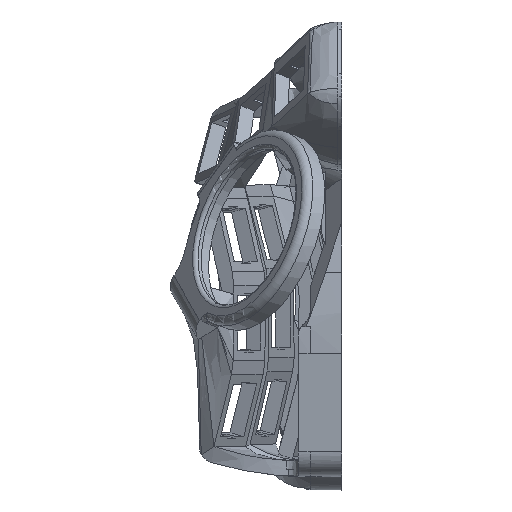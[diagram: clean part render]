
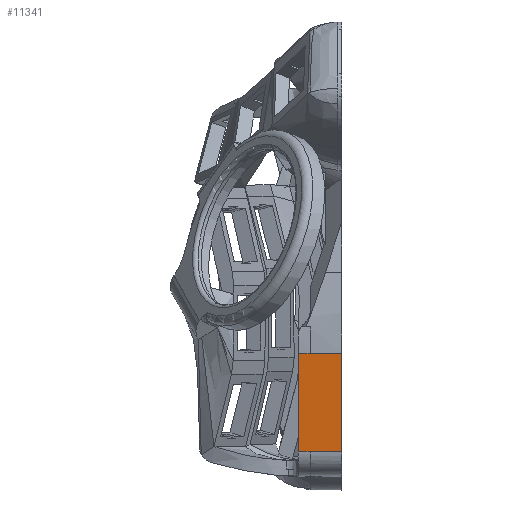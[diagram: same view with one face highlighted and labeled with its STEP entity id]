
A CAD part, left-side view. The second image highlights one B-rep face of the part: STEP entity #11341.
In plain terms, the highlighted planar face has unit normal (-0.993, 0, -0.119).
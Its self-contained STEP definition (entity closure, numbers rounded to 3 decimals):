
#1045=FACE_OUTER_BOUND('',#1654,.T.);
#1654=EDGE_LOOP('',(#8964,#8965,#8966,#8967,#8968,#8969));
#2121=LINE('',#15046,#3354);
#2125=LINE('',#15091,#3358);
#2154=LINE('',#15669,#3387);
#2191=LINE('',#16125,#3424);
#2212=LINE('',#16627,#3445);
#2365=LINE('',#19682,#3598);
#3354=VECTOR('',#12387,10.);
#3358=VECTOR('',#12393,10.);
#3387=VECTOR('',#12448,10.);
#3424=VECTOR('',#12559,10.);
#3445=VECTOR('',#12598,10.);
#3598=VECTOR('',#12895,10.);
#4595=VERTEX_POINT('',#15040);
#4596=VERTEX_POINT('',#15045);
#4603=VERTEX_POINT('',#15077);
#4650=VERTEX_POINT('',#15652);
#4694=VERTEX_POINT('',#16116);
#4695=VERTEX_POINT('',#16124);
#5721=EDGE_CURVE('',#4596,#4595,#2121,.T.);
#5730=EDGE_CURVE('',#4603,#4595,#2125,.T.);
#5799=EDGE_CURVE('',#4650,#4603,#2154,.T.);
#5877=EDGE_CURVE('',#4694,#4695,#2191,.T.);
#5947=EDGE_CURVE('',#4596,#4694,#2212,.T.);
#6252=EDGE_CURVE('',#4650,#4695,#2365,.T.);
#8964=ORIENTED_EDGE('',*,*,#6252,.T.);
#8965=ORIENTED_EDGE('',*,*,#5877,.F.);
#8966=ORIENTED_EDGE('',*,*,#5947,.F.);
#8967=ORIENTED_EDGE('',*,*,#5721,.T.);
#8968=ORIENTED_EDGE('',*,*,#5730,.F.);
#8969=ORIENTED_EDGE('',*,*,#5799,.F.);
#10780=PLANE('',#11873);
#11341=ADVANCED_FACE('',(#1045),#10780,.T.);
#11873=AXIS2_PLACEMENT_3D('',#22806,#13121,#13122);
#12387=DIRECTION('',(0.,1.,0.));
#12393=DIRECTION('',(-0.119,0.,0.993));
#12448=DIRECTION('',(0.,1.,0.));
#12559=DIRECTION('',(0.119,0.,-0.993));
#12598=DIRECTION('',(0.,-1.,0.));
#12895=DIRECTION('',(0.,-1.,0.));
#13121=DIRECTION('center_axis',(-0.993,0.,-0.119));
#13122=DIRECTION('ref_axis',(0.119,0.,-0.993));
#15040=CARTESIAN_POINT('',(-102.789,3.,-35.335));
#15045=CARTESIAN_POINT('',(-102.789,0.,-35.335));
#15046=CARTESIAN_POINT('',(-102.789,0.,-35.335));
#15077=CARTESIAN_POINT('',(-99.789,3.,-60.335));
#15091=CARTESIAN_POINT('',(-99.789,3.,-60.335));
#15652=CARTESIAN_POINT('',(-99.789,0.,-60.335));
#15669=CARTESIAN_POINT('',(-99.789,0.,-60.335));
#16116=CARTESIAN_POINT('',(-102.789,-8.,-35.335));
#16124=CARTESIAN_POINT('',(-99.789,-8.,-60.335));
#16125=CARTESIAN_POINT('',(-99.789,-8.,-60.335));
#16627=CARTESIAN_POINT('',(-102.789,0.,-35.335));
#19682=CARTESIAN_POINT('',(-99.789,0.,-60.335));
#22806=CARTESIAN_POINT('Origin',(-102.789,0.,-35.335));
